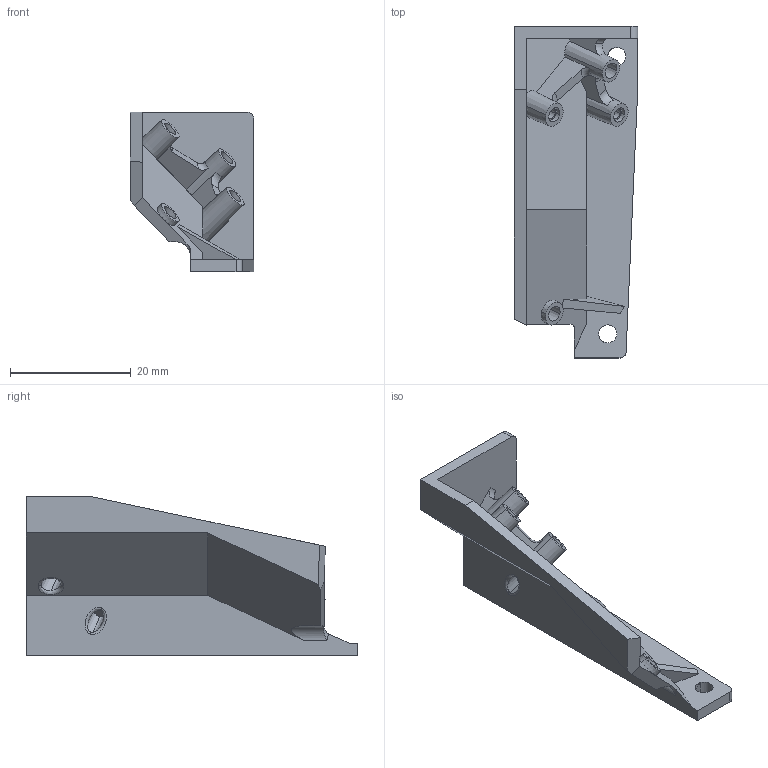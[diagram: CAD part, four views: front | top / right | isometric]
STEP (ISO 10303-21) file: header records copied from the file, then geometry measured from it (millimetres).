
FILE_DESCRIPTION (( 'STEP AP214' ), '1' );
FILE_NAME ('1907-G.STEP', '2016-06-24T12:09:56', ( '' ), ( '' ), 'SwSTEP 2.0', 'SolidWorks 2015', '' );
FILE_SCHEMA (( 'AUTOMOTIVE_DESIGN' ));
Length unit declared in the file: millimetre
Products named in the file (1): 1907-G
Bounding box: 20.5 x 54.98 x 26.45 mm (x, y, z)
Volume: 4508.6 mm3; surface area: 5134.9 mm2
Topology: 1 solids, 1 shells, 96 faces, 246 edges, 161 vertices
Faces by surface type: plane 52, cone 24, cylinder 11, torus 5, bspline 4
Entity records: 3403 total; most frequent: CARTESIAN_POINT 1118, ORIENTED_EDGE 492, DIRECTION 439, EDGE_CURVE 246, VERTEX_POINT 161, AXIS2_PLACEMENT_3D 156, VECTOR 127, LINE 127
